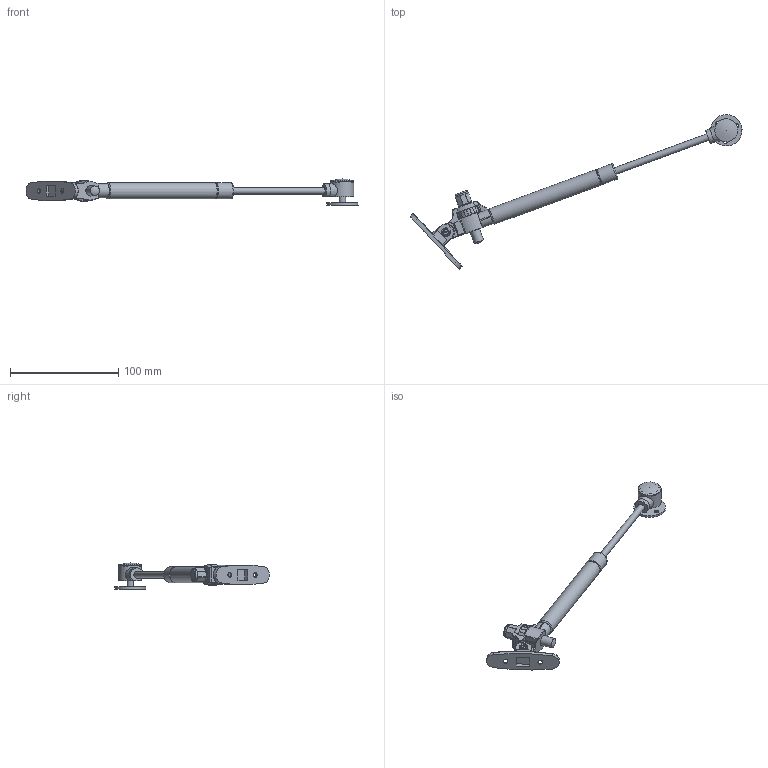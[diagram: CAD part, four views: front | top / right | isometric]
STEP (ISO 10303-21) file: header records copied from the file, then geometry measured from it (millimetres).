
FILE_DESCRIPTION(/* description */ (''),/* implementation_level */ '2;1');
FILE_NAME(/* name */ 'PD-GAM (nowe_mocowanie).stp',/* time_stamp */ '2023-09-18T12:37:58+02:00',/* author */ ('tomaszw'),/* organization */ (''),/* preprocessor_version */ 'ST-DEVELOPER v19.2',/* originating_system */ 'Autodesk Inventor 2023',/* authorisation */ '');
FILE_SCHEMA (('AUTOMOTIVE_DESIGN { 1 0 10303 214 3 1 1 }'));
Length unit declared in the file: millimetre
Products named in the file (12): PD-GAM_nowe_mocowanie-01; PD-GAM_adapter amortyzatora; PD-GAM_amortyzator; PD-GAM_cylinder; PD-GAM_obudowa amortyzatora; @PD-G0_-N02_2; @PD-G0_-N02_4; PD-G00_-N_4-10; PD-G00_-N_5; PD-GAM_pokrętło; PD-GAM_mocowanie frontu; PD-GAM_zawleczka
Assembly tree (11 placements, depth 2):
  PD-GAM_nowe_mocowanie-01
    PD-GAM_adapter amortyzatora
    PD-GAM_amortyzator
    PD-GAM_cylinder
    PD-GAM_obudowa amortyzatora
    @PD-G0_-N02_2
    @PD-G0_-N02_4
    PD-G00_-N_4-10
    PD-G00_-N_5
    PD-GAM_pokrętło
    PD-GAM_mocowanie frontu
    PD-GAM_zawleczka
Bounding box: 306.06 x 142.74 x 24.1 mm (x, y, z)
Volume: 38773 mm3; surface area: 33841.2 mm2
Topology: 11 solids, 11 shells, 373 faces, 949 edges, 605 vertices
Faces by surface type: plane 155, cylinder 149, torus 26, bspline 22, cone 13, sphere 8
Full cylindrical faces by diameter (mm): 4.2 x5, 6 x8, 8 x1, 9 x2, 9.5 x1, 12 x2, 13 x1, 13.5 x1, 15 x2, 16 x1, 21 x2, 29 x1
Entity records: 12694 total; most frequent: CARTESIAN_POINT 2850, DIRECTION 2051, ORIENTED_EDGE 1892, EDGE_CURVE 946, AXIS2_PLACEMENT_3D 799, VERTEX_POINT 605, LINE 453, VECTOR 453
